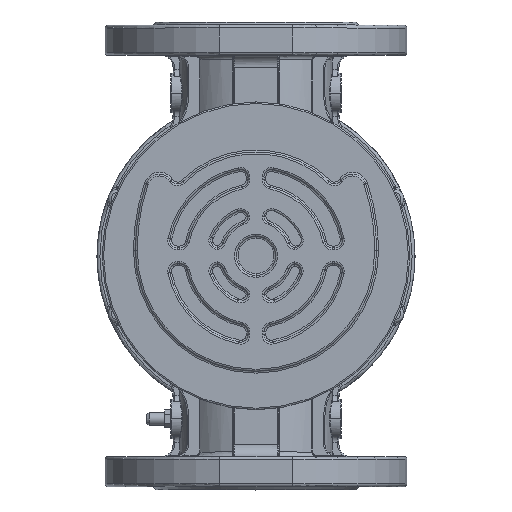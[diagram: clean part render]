
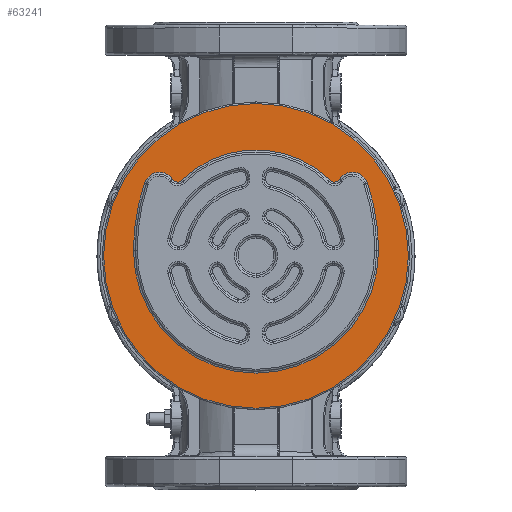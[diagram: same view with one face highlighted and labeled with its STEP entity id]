
A CAD part, top view. The second image highlights one B-rep face of the part: STEP entity #63241.
In plain terms, the highlighted planar face has unit normal (0, 0, 1).
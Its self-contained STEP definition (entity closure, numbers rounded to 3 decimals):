
#19283=CARTESIAN_POINT('',(-58.5,3.5,61.5));
#19284=DIRECTION('',(0.,0.,1.));
#19285=DIRECTION('',(1.,0.,0.));
#19286=AXIS2_PLACEMENT_3D('',#19283,#19284,#19285);
#19288=CARTESIAN_POINT('',(63.97,44.974,61.5));
#19289=DIRECTION('',(0.,0.,1.));
#19290=DIRECTION('',(0.947,0.321,0.));
#19291=AXIS2_PLACEMENT_3D('',#19288,#19289,#19290);
#19293=CARTESIAN_POINT('',(52.016,52.634,61.5));
#19294=DIRECTION('',(0.,0.,-1.));
#19295=DIRECTION('',(0.842,-0.539,0.));
#19296=AXIS2_PLACEMENT_3D('',#19293,#19294,#19295);
#19298=CARTESIAN_POINT('',(0.,0.,61.5));
#19299=DIRECTION('',(0.,0.,1.));
#19300=DIRECTION('',(0.703,0.711,0.));
#19301=AXIS2_PLACEMENT_3D('',#19298,#19299,#19300);
#19303=CARTESIAN_POINT('',(-52.016,52.634,61.5));
#19304=DIRECTION('',(0.,0.,-1.));
#19305=DIRECTION('',(0.703,-0.711,0.));
#19306=AXIS2_PLACEMENT_3D('',#19303,#19304,#19305);
#19308=CARTESIAN_POINT('',(-63.97,44.974,61.5));
#19309=DIRECTION('',(0.,0.,1.));
#19310=DIRECTION('',(0.842,0.539,0.));
#19311=AXIS2_PLACEMENT_3D('',#19308,#19309,#19310);
#19313=CARTESIAN_POINT('',(58.5,3.5,61.5));
#19314=DIRECTION('',(0.,0.,1.));
#19315=DIRECTION('',(-0.947,0.321,0.));
#19316=AXIS2_PLACEMENT_3D('',#19313,#19314,#19315);
#19318=CARTESIAN_POINT('',(0.,3.5,61.5));
#19319=DIRECTION('',(0.,0.,1.));
#19320=DIRECTION('',(-1.,0.,0.));
#19321=AXIS2_PLACEMENT_3D('',#19318,#19319,#19320);
#19323=CARTESIAN_POINT('',(0.,0.,61.5));
#19324=DIRECTION('',(0.,0.,1.));
#19325=DIRECTION('',(0.,1.,0.));
#19326=AXIS2_PLACEMENT_3D('',#19323,#19324,#19325);
#19328=CARTESIAN_POINT('',(0.,0.,61.5));
#19329=DIRECTION('',(0.,0.,1.));
#19330=DIRECTION('',(0.,-1.,0.));
#19331=AXIS2_PLACEMENT_3D('',#19328,#19329,#19330);
#24242=CARTESIAN_POINT('',(81.25,3.5,61.5));
#24243=CARTESIAN_POINT('',(73.866,48.326,61.5));
#24244=VERTEX_POINT('',#24242);
#24245=VERTEX_POINT('',#24243);
#24250=CARTESIAN_POINT('',(55.173,50.611,61.5));
#24251=VERTEX_POINT('',#24250);
#24254=CARTESIAN_POINT('',(49.38,49.967,61.5));
#24255=VERTEX_POINT('',#24254);
#24258=CARTESIAN_POINT('',(-49.38,49.967,61.5));
#24259=VERTEX_POINT('',#24258);
#24262=CARTESIAN_POINT('',(-55.173,50.611,61.5));
#24263=VERTEX_POINT('',#24262);
#24266=CARTESIAN_POINT('',(-73.866,48.326,61.5));
#24267=VERTEX_POINT('',#24266);
#24270=CARTESIAN_POINT('',(-81.25,3.5,61.5));
#24271=VERTEX_POINT('',#24270);
#25545=CARTESIAN_POINT('',(0.,101.,61.5));
#25546=CARTESIAN_POINT('',(0.,-101.,61.5));
#25547=VERTEX_POINT('',#25545);
#25548=VERTEX_POINT('',#25546);
#63213=CARTESIAN_POINT('',(0.,0.,61.5));
#63214=DIRECTION('',(0.,0.,1.));
#63215=DIRECTION('',(0.,1.,0.));
#63216=AXIS2_PLACEMENT_3D('',#63213,#63214,#63215);
#63217=PLANE('',#63216);
#63219=ORIENTED_EDGE('',*,*,#63218,.F.);
#63220=ORIENTED_EDGE('',*,*,#63203,.F.);
#63221=EDGE_LOOP('',(#63219,#63220));
#63222=FACE_OUTER_BOUND('',#63221,.F.);
#63224=ORIENTED_EDGE('',*,*,#63223,.T.);
#63226=ORIENTED_EDGE('',*,*,#63225,.T.);
#63228=ORIENTED_EDGE('',*,*,#63227,.T.);
#63230=ORIENTED_EDGE('',*,*,#63229,.T.);
#63232=ORIENTED_EDGE('',*,*,#63231,.T.);
#63234=ORIENTED_EDGE('',*,*,#63233,.T.);
#63236=ORIENTED_EDGE('',*,*,#63235,.T.);
#63238=ORIENTED_EDGE('',*,*,#63237,.T.);
#63239=EDGE_LOOP('',(#63224,#63226,#63228,#63230,#63232,#63234,#63236,#63238));
#63240=FACE_BOUND('',#63239,.F.);
#63241=ADVANCED_FACE('',(#63222,#63240),#63217,.T.);
#19287=CIRCLE('',#19286,139.75);
#19292=CIRCLE('',#19291,10.448);
#19297=CIRCLE('',#19296,3.75);
#19302=CIRCLE('',#19301,70.25);
#19307=CIRCLE('',#19306,3.75);
#19312=CIRCLE('',#19311,10.448);
#19317=CIRCLE('',#19316,139.75);
#19322=CIRCLE('',#19321,81.25);
#19327=CIRCLE('',#19326,101.);
#19332=CIRCLE('',#19331,101.);
#63203=EDGE_CURVE('',#25548,#25547,#19332,.T.);
#63218=EDGE_CURVE('',#25547,#25548,#19327,.T.);
#63223=EDGE_CURVE('',#24244,#24245,#19287,.T.);
#63225=EDGE_CURVE('',#24245,#24251,#19292,.T.);
#63227=EDGE_CURVE('',#24251,#24255,#19297,.T.);
#63229=EDGE_CURVE('',#24255,#24259,#19302,.T.);
#63231=EDGE_CURVE('',#24259,#24263,#19307,.T.);
#63233=EDGE_CURVE('',#24263,#24267,#19312,.T.);
#63235=EDGE_CURVE('',#24267,#24271,#19317,.T.);
#63237=EDGE_CURVE('',#24271,#24244,#19322,.T.);
